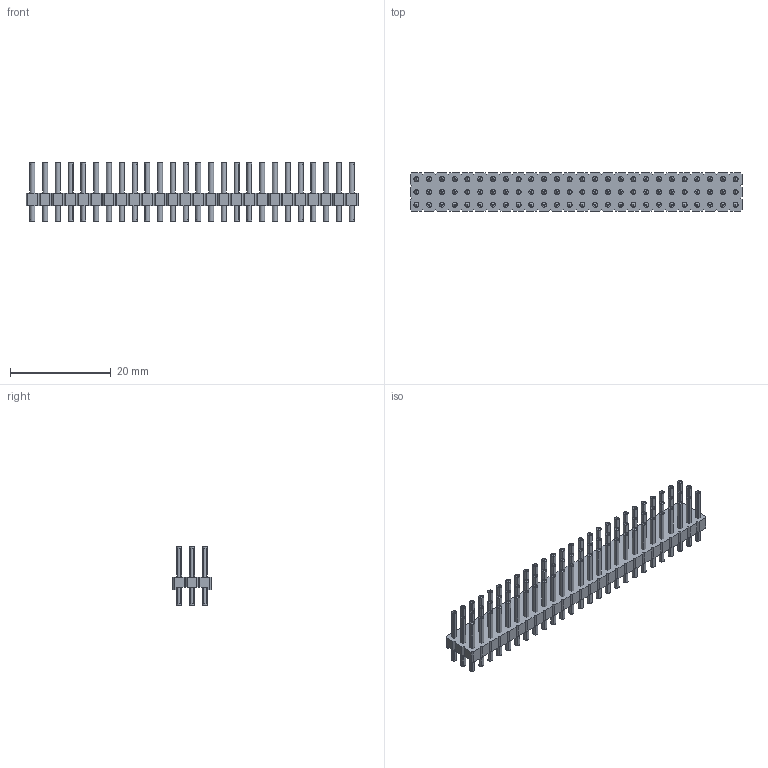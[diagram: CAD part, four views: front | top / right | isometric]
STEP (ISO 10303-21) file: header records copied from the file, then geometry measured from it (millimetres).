
FILE_DESCRIPTION(/* description */ ('-'),/* implementation_level */ '2;1');
FILE_NAME(/* name */ 'Stiftleiste, RM 2,54 mm - 6-3 mm, gerade - 3 x 26 - schwarz',/* time_stamp */ '2022-04-18T17:56:47+02:00',/* author */ ('c.wilms'),/* organization */ ('-'),/* preprocessor_version */ 'ST-DEVELOPER v16.7',/* originating_system */ 'Solid Edge',/* authorisation */ 'Unknown');
FILE_SCHEMA (('AUTOMOTIVE_DESIGN {1 0 10303 214 3 1 1}'));
Length unit declared in the file: millimetre
Products named in the file (3): Stiftleiste, RM 2,54 mm - 6-3 mm, gerade - 3 x 26 - schwarz; Stiftleiste, RM 2,54 mm - Stift -  6-3 mm, gerade; Stiftleiste, RM 2,54 mm - Träger - 3 x 26 - schwarz
Assembly tree (79 placements, depth 2):
  Stiftleiste, RM 2,54 mm - 6-3 mm, gerade - 3 x 26 - schwarz
    Stiftleiste, RM 2,54 mm - Stift -  6-3 mm, gerade  x78
    Stiftleiste, RM 2,54 mm - Träger - 3 x 26 - schwarz
Bounding box: 66.04 x 7.62 x 11.54 mm (x, y, z)
Volume: 1347.3 mm3; surface area: 6840.3 mm2
Topology: 79 solids, 157 shells, 2282 faces, 6372 edges, 4248 vertices
Faces by surface type: plane 1580, cylinder 702
Full cylindrical faces by diameter (mm): 1 x78
Entity records: 28590 total; most frequent: CARTESIAN_POINT 4973, ORIENTED_EDGE 4886, DIRECTION 4884, EDGE_CURVE 2444, LINE 1802, VECTOR 1802, VERTEX_POINT 1630, AXIS2_PLACEMENT_3D 1541
